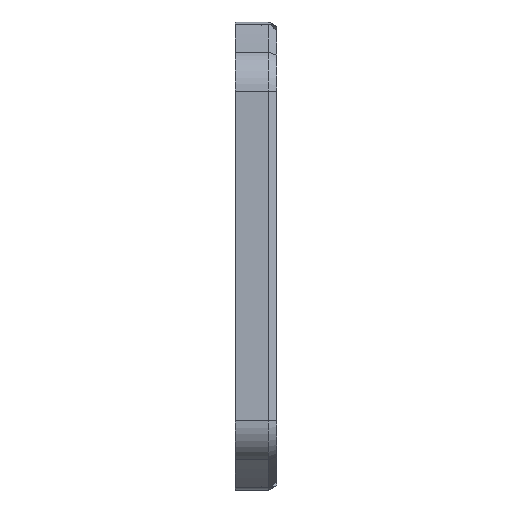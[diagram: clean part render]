
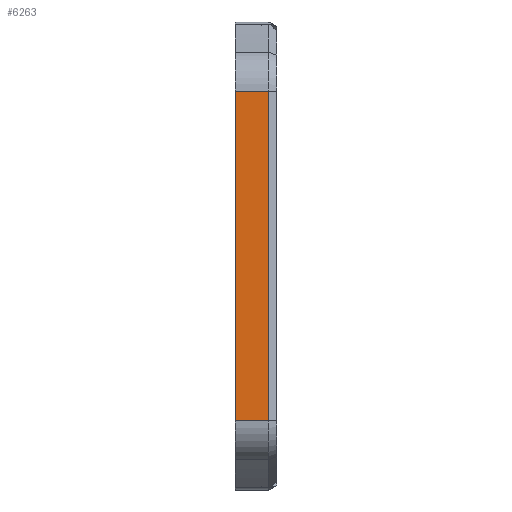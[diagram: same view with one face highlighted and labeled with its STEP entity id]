
A CAD part, left-side view. The second image highlights one B-rep face of the part: STEP entity #6263.
In plain terms, the highlighted planar face has unit normal (-1, 0, 0).
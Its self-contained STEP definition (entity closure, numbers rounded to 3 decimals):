
#4 = CARTESIAN_POINT ( 'NONE',  ( -2.2, 8., 6. ) ) ;
#375 = VECTOR ( 'NONE', #872, 1000. ) ;
#546 = VERTEX_POINT ( 'NONE', #4773 ) ;
#550 = EDGE_CURVE ( 'NONE', #6821, #6282, #3788, .T. ) ;
#564 = VECTOR ( 'NONE', #1298, 1000. ) ;
#693 = CARTESIAN_POINT ( 'NONE',  ( -2.2, 8., 6. ) ) ;
#726 = DIRECTION ( 'NONE',  ( 0., 0., -1. ) ) ;
#872 = DIRECTION ( 'NONE',  ( 0., 0., 1. ) ) ;
#877 = CARTESIAN_POINT ( 'NONE',  ( -2.2, 8., 6. ) ) ;
#1110 = EDGE_CURVE ( 'NONE', #546, #5963, #3031, .T. ) ;
#1298 = DIRECTION ( 'NONE',  ( 0., -1., 0. ) ) ;
#1967 = FACE_OUTER_BOUND ( 'NONE', #2235, .T. ) ;
#2066 = CARTESIAN_POINT ( 'NONE',  ( -2.2, 8., 68.8 ) ) ;
#2235 = EDGE_LOOP ( 'NONE', ( #4921, #3050, #8294, #7483 ) ) ;
#3031 = LINE ( 'NONE', #2066, #564 ) ;
#3048 = LINE ( 'NONE', #3470, #375 ) ;
#3050 = ORIENTED_EDGE ( 'NONE', *, *, #4133, .T. ) ;
#3470 = CARTESIAN_POINT ( 'NONE',  ( -2.2, 1.648, 6. ) ) ;
#3477 = DIRECTION ( 'NONE',  ( 1., 0., 0. ) ) ;
#3657 = DIRECTION ( 'NONE',  ( 0., -1., 0. ) ) ;
#3788 = LINE ( 'NONE', #4, #7840 ) ;
#4133 = EDGE_CURVE ( 'NONE', #6282, #5963, #3048, .T. ) ;
#4773 = CARTESIAN_POINT ( 'NONE',  ( -2.2, 8., 68.8 ) ) ;
#4898 = VECTOR ( 'NONE', #5637, 1000. ) ;
#4921 = ORIENTED_EDGE ( 'NONE', *, *, #550, .T. ) ;
#4989 = CARTESIAN_POINT ( 'NONE',  ( -2.2, 1.648, 68.8 ) ) ;
#5428 = LINE ( 'NONE', #877, #4898 ) ;
#5437 = PLANE ( 'NONE',  #5918 ) ;
#5485 = CARTESIAN_POINT ( 'NONE',  ( -2.2, 8., 6. ) ) ;
#5637 = DIRECTION ( 'NONE',  ( 0., 0., 1. ) ) ;
#5918 = AXIS2_PLACEMENT_3D ( 'NONE', #693, #3477, #726 ) ;
#5963 = VERTEX_POINT ( 'NONE', #4989 ) ;
#6263 = ADVANCED_FACE ( 'NONE', ( #1967 ), #5437, .F. ) ;
#6282 = VERTEX_POINT ( 'NONE', #8783 ) ;
#6821 = VERTEX_POINT ( 'NONE', #5485 ) ;
#7483 = ORIENTED_EDGE ( 'NONE', *, *, #8101, .F. ) ;
#7840 = VECTOR ( 'NONE', #3657, 1000. ) ;
#8101 = EDGE_CURVE ( 'NONE', #6821, #546, #5428, .T. ) ;
#8294 = ORIENTED_EDGE ( 'NONE', *, *, #1110, .F. ) ;
#8783 = CARTESIAN_POINT ( 'NONE',  ( -2.2, 1.648, 6. ) ) ;
